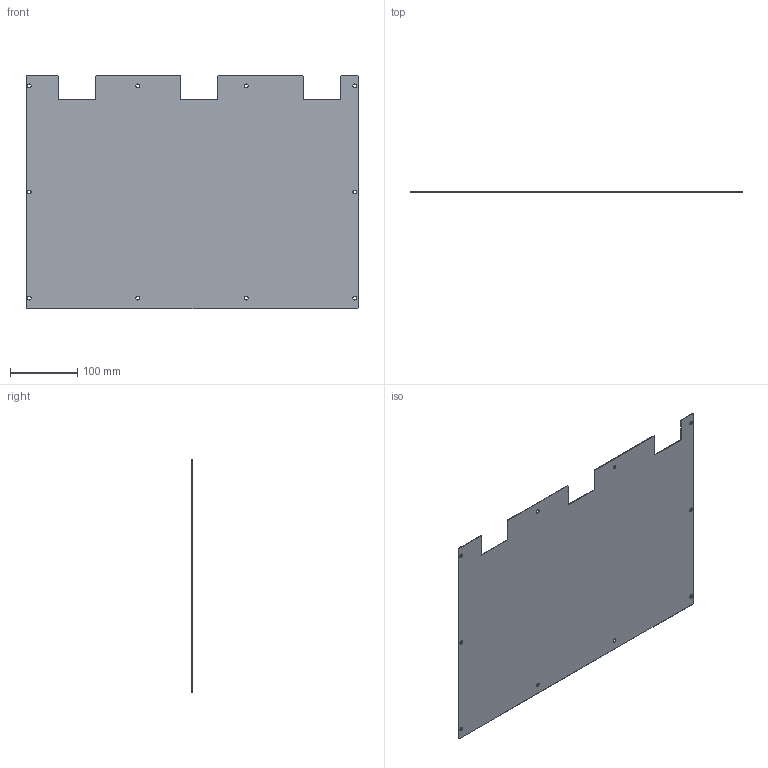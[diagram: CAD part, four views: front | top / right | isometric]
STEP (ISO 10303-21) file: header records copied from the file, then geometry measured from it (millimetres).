
FILE_DESCRIPTION (( 'STEP AP203' ), '1' );
FILE_NAME ('Jupiter奻窒酘耜啣.STEP', '2022-09-27T06:06:42', ( '' ), ( '' ), 'SwSTEP 2.0', 'SolidWorks 2016', '' );
FILE_SCHEMA (( 'CONFIG_CONTROL_DESIGN' ));
Length unit declared in the file: millimetre
Products named in the file (1): Jupiter奻窒酘耜啣
Bounding box: 493.3 x 1 x 346.5 mm (x, y, z)
Volume: 164828.4 mm3; surface area: 331716.3 mm2
Topology: 1 solids, 1 shells, 48 faces, 138 edges, 92 vertices
Faces by surface type: plane 28, cylinder 20
Entity records: 1699 total; most frequent: CARTESIAN_POINT 279, DIRECTION 276, ORIENTED_EDGE 276, EDGE_CURVE 138, LINE 98, VECTOR 98, VERTEX_POINT 92, AXIS2_PLACEMENT_3D 89
